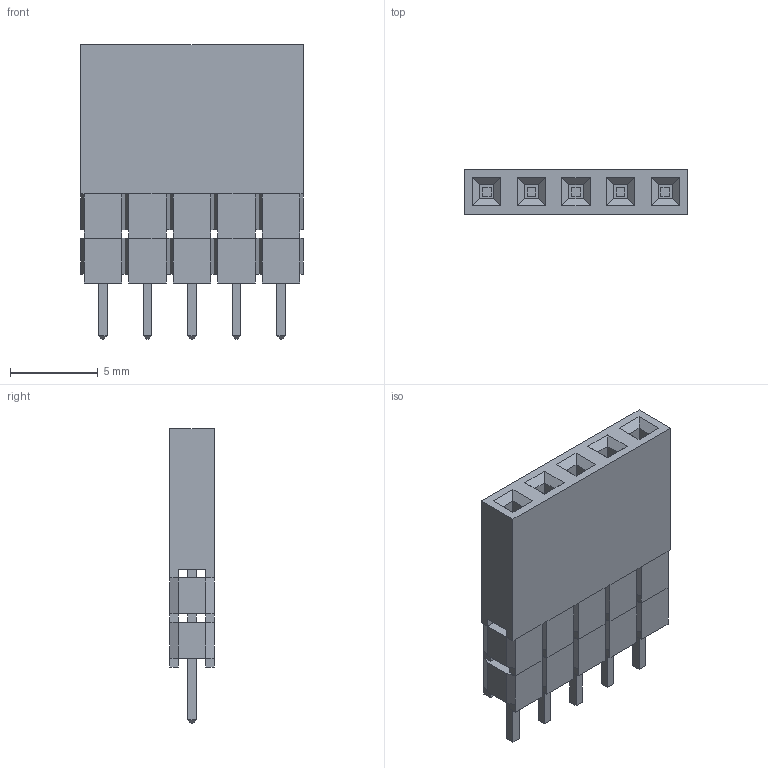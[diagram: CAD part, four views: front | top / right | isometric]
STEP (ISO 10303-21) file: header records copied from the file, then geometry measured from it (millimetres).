
FILE_DESCRIPTION(('FreeCAD Model'),'2;1');
FILE_NAME('Socket_Strip_Straight_L13.6_P2.5_01x05.step','2019-08-27T02:41:16',('Author'),( ''),'Open CASCADE STEP processor 6.8','FreeCAD','Unknown');
FILE_SCHEMA(('AUTOMOTIVE_DESIGN { 1 0 10303 214 1 1 1 1 }'));
Length unit declared in the file: millimetre
Products named in the file (1): Socket_Strip_Straight_L13.6_P2.5_01x05
Bounding box: 12.7 x 2.54 x 16.78 mm (x, y, z)
Volume: 385.9 mm3; surface area: 753.7 mm2
Topology: 1 solids, 1 shells, 329 faces, 800 edges, 460 vertices
Faces by surface type: plane 329
Entity records: 11547 total; most frequent: ORIENTED_EDGE 1600, CARTESIAN_POINT 1590, DIRECTION 1460, EDGE_CURVE 800, LINE 800, VECTOR 800, VERTEX_POINT 460, FACE_BOUND 364
